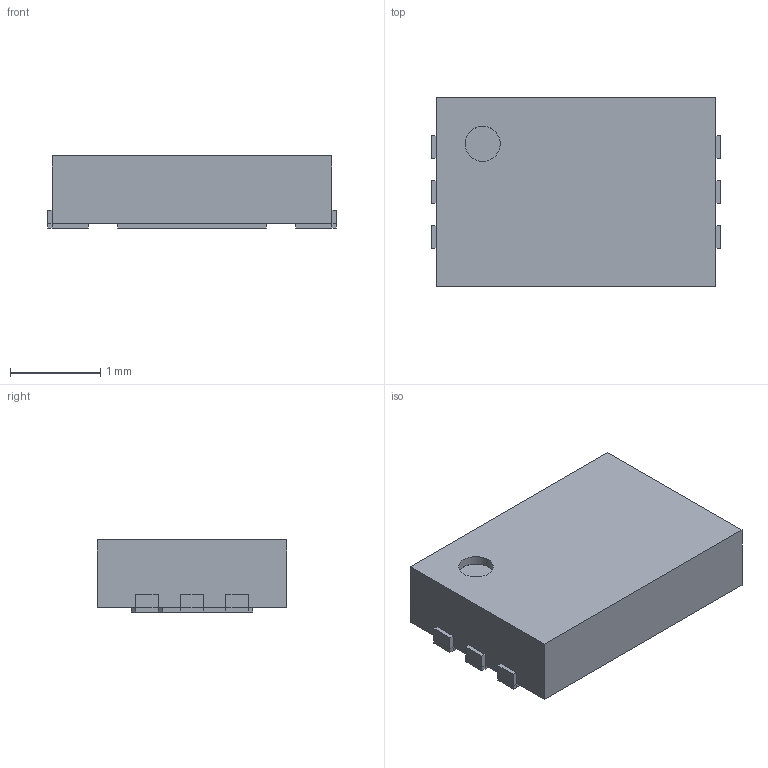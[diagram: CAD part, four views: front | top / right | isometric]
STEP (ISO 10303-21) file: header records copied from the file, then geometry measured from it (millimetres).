
FILE_DESCRIPTION(('Open CASCADE Model'),'2;1');
FILE_NAME('Open CASCADE Shape Model','2022-01-04T16:11:16',('Author'),( 'Open CASCADE'),'Open CASCADE STEP processor 6.8','Open CASCADE 6.8' ,'Unknown');
FILE_SCHEMA(('AUTOMOTIVE_DESIGN { 1 0 10303 214 1 1 1 1 }'));
Length unit declared in the file: millimetre
Products named in the file (7): IC_LTC294X.step; Open CASCADE STEP translator 6.8 115.1; Body; Open CASCADE STEP translator 6.8 115.2.1; Thermal_Shape; Pin_Shape; Open CASCADE STEP translator 6.8 115.4.1
Assembly tree (11 placements, depth 3):
  IC_LTC294X.step
    Open CASCADE STEP translator 6.8 115.1
    Body
      Open CASCADE STEP translator 6.8 115.2.1
    Thermal_Shape
    Pin_Shape  x6
      Open CASCADE STEP translator 6.8 115.4.1
Bounding box: 3.2 x 2.1 x 0.8 mm (x, y, z)
Volume: 5 mm3; surface area: 28 mm2
Topology: 8 solids, 9 shells, 100 faces, 199 edges, 117 vertices
Faces by surface type: plane 99, cylinder 1
Full cylindrical faces by diameter (mm): 0.388 x1
Entity records: 946 total; most frequent: DIRECTION 146, CARTESIAN_POINT 138, ORIENTED_EDGE 117, EDGE_CURVE 59, LINE 56, VECTOR 56, AXIS2_PLACEMENT_3D 45, VERTEX_POINT 37
